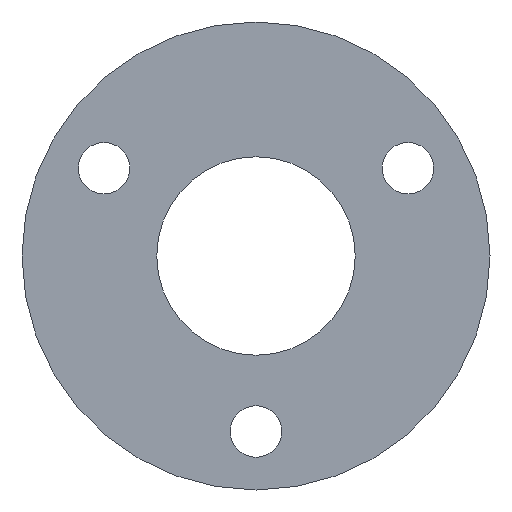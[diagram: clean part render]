
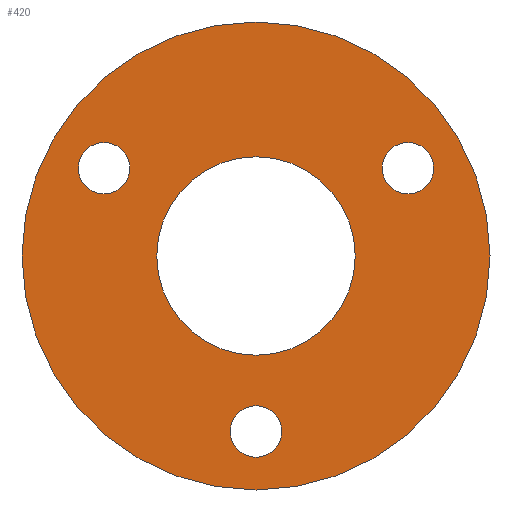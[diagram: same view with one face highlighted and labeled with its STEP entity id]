
A CAD part, front view. The second image highlights one B-rep face of the part: STEP entity #420.
In plain terms, the highlighted planar face has unit normal (0, -1, 0).
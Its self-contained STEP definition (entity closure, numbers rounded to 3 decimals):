
#2 = ORIENTED_EDGE ( 'NONE', *, *, #16, .T. ) ;
#8 = DIRECTION ( 'NONE',  ( 0., 0., 1. ) ) ;
#9 = VERTEX_POINT ( 'NONE', #343 ) ;
#10 = CARTESIAN_POINT ( 'NONE',  ( 0., 0., 0. ) ) ;
#11 = ORIENTED_EDGE ( 'NONE', *, *, #364, .T. ) ;
#16 = EDGE_CURVE ( 'NONE', #84, #226, #148, .T. ) ;
#28 = CIRCLE ( 'NONE', #403, 21.2 ) ;
#30 = CARTESIAN_POINT ( 'NONE',  ( 32.476, 0., 24.25 ) ) ;
#33 = DIRECTION ( 'NONE',  ( 0., 1., 0. ) ) ;
#35 = EDGE_LOOP ( 'NONE', ( #377, #336 ) ) ;
#36 = FACE_BOUND ( 'NONE', #193, .T. ) ;
#37 = DIRECTION ( 'NONE',  ( 0., 0., 1. ) ) ;
#38 = VERTEX_POINT ( 'NONE', #270 ) ;
#40 = FACE_OUTER_BOUND ( 'NONE', #35, .T. ) ;
#43 = EDGE_LOOP ( 'NONE', ( #110, #313 ) ) ;
#44 = FACE_BOUND ( 'NONE', #43, .T. ) ;
#53 = CIRCLE ( 'NONE', #368, 5.5 ) ;
#58 = EDGE_CURVE ( 'NONE', #235, #38, #396, .T. ) ;
#62 = DIRECTION ( 'NONE',  ( 0., 1., 0. ) ) ;
#65 = DIRECTION ( 'NONE',  ( 0., 0., 1. ) ) ;
#69 = CARTESIAN_POINT ( 'NONE',  ( -32.476, 0., 18.75 ) ) ;
#70 = VERTEX_POINT ( 'NONE', #348 ) ;
#71 = CARTESIAN_POINT ( 'NONE',  ( 0., 0., -32. ) ) ;
#76 = AXIS2_PLACEMENT_3D ( 'NONE', #466, #62, #425 ) ;
#79 = VERTEX_POINT ( 'NONE', #122 ) ;
#80 = EDGE_CURVE ( 'NONE', #70, #392, #53, .T. ) ;
#84 = VERTEX_POINT ( 'NONE', #164 ) ;
#93 = DIRECTION ( 'NONE',  ( 0., 0., 1. ) ) ;
#97 = CARTESIAN_POINT ( 'NONE',  ( 0., 0., -50. ) ) ;
#102 = CIRCLE ( 'NONE', #243, 5.5 ) ;
#103 = DIRECTION ( 'NONE',  ( 0., 1., 0. ) ) ;
#104 = ORIENTED_EDGE ( 'NONE', *, *, #80, .T. ) ;
#105 = DIRECTION ( 'NONE',  ( 0., 1., 0. ) ) ;
#107 = FACE_BOUND ( 'NONE', #437, .T. ) ;
#110 = ORIENTED_EDGE ( 'NONE', *, *, #240, .T. ) ;
#117 = DIRECTION ( 'NONE',  ( 0., 0., 1. ) ) ;
#122 = CARTESIAN_POINT ( 'NONE',  ( 0., 0., 21.2 ) ) ;
#140 = DIRECTION ( 'NONE',  ( 0., 1., 0. ) ) ;
#148 = CIRCLE ( 'NONE', #350, 5.5 ) ;
#164 = CARTESIAN_POINT ( 'NONE',  ( 32.476, 0., 13.25 ) ) ;
#170 = DIRECTION ( 'NONE',  ( 0., 1., 0. ) ) ;
#173 = AXIS2_PLACEMENT_3D ( 'NONE', #184, #105, #8 ) ;
#175 = EDGE_LOOP ( 'NONE', ( #363, #2 ) ) ;
#176 = DIRECTION ( 'NONE',  ( 0., 0., 1. ) ) ;
#184 = CARTESIAN_POINT ( 'NONE',  ( 0., 0., -37.5 ) ) ;
#189 = AXIS2_PLACEMENT_3D ( 'NONE', #69, #291, #373 ) ;
#193 = EDGE_LOOP ( 'NONE', ( #104, #11 ) ) ;
#199 = EDGE_CURVE ( 'NONE', #361, #9, #426, .T. ) ;
#202 = CARTESIAN_POINT ( 'NONE',  ( 0., 0., 0. ) ) ;
#203 = CARTESIAN_POINT ( 'NONE',  ( 0., 0., 0. ) ) ;
#214 = CARTESIAN_POINT ( 'NONE',  ( -32.476, 0., 13.25 ) ) ;
#219 = AXIS2_PLACEMENT_3D ( 'NONE', #284, #33, #176 ) ;
#220 = VERTEX_POINT ( 'NONE', #320 ) ;
#226 = VERTEX_POINT ( 'NONE', #30 ) ;
#230 = CARTESIAN_POINT ( 'NONE',  ( -32.476, 0., 18.75 ) ) ;
#233 = DIRECTION ( 'NONE',  ( 0., 0., 1. ) ) ;
#235 = VERTEX_POINT ( 'NONE', #97 ) ;
#240 = EDGE_CURVE ( 'NONE', #79, #220, #28, .T. ) ;
#243 = AXIS2_PLACEMENT_3D ( 'NONE', #303, #140, #37 ) ;
#245 = DIRECTION ( 'NONE',  ( 0., 1., 0. ) ) ;
#270 = CARTESIAN_POINT ( 'NONE',  ( 0., 0., 50. ) ) ;
#271 = EDGE_CURVE ( 'NONE', #38, #235, #388, .T. ) ;
#279 = CARTESIAN_POINT ( 'NONE',  ( 0., 0., 0. ) ) ;
#284 = CARTESIAN_POINT ( 'NONE',  ( 0., 0., 0. ) ) ;
#290 = CIRCLE ( 'NONE', #189, 5.5 ) ;
#291 = DIRECTION ( 'NONE',  ( 0., 1., 0. ) ) ;
#296 = DIRECTION ( 'NONE',  ( 0., 0., 1. ) ) ;
#303 = CARTESIAN_POINT ( 'NONE',  ( 32.476, 0., 18.75 ) ) ;
#305 = DIRECTION ( 'NONE',  ( 0., 1., 0. ) ) ;
#309 = CIRCLE ( 'NONE', #173, 5.5 ) ;
#313 = ORIENTED_EDGE ( 'NONE', *, *, #347, .T. ) ;
#316 = AXIS2_PLACEMENT_3D ( 'NONE', #202, #449, #233 ) ;
#318 = DIRECTION ( 'NONE',  ( 0., 0., 1. ) ) ;
#320 = CARTESIAN_POINT ( 'NONE',  ( 0., 0., -21.2 ) ) ;
#335 = CIRCLE ( 'NONE', #467, 21.2 ) ;
#336 = ORIENTED_EDGE ( 'NONE', *, *, #271, .F. ) ;
#343 = CARTESIAN_POINT ( 'NONE',  ( 0., 0., -43. ) ) ;
#347 = EDGE_CURVE ( 'NONE', #220, #79, #335, .T. ) ;
#348 = CARTESIAN_POINT ( 'NONE',  ( -32.476, 0., 24.25 ) ) ;
#350 = AXIS2_PLACEMENT_3D ( 'NONE', #381, #305, #117 ) ;
#361 = VERTEX_POINT ( 'NONE', #71 ) ;
#363 = ORIENTED_EDGE ( 'NONE', *, *, #440, .T. ) ;
#364 = EDGE_CURVE ( 'NONE', #392, #70, #290, .T. ) ;
#365 = FACE_BOUND ( 'NONE', #175, .T. ) ;
#368 = AXIS2_PLACEMENT_3D ( 'NONE', #230, #417, #93 ) ;
#373 = DIRECTION ( 'NONE',  ( 0., 0., 1. ) ) ;
#374 = ORIENTED_EDGE ( 'NONE', *, *, #390, .T. ) ;
#377 = ORIENTED_EDGE ( 'NONE', *, *, #58, .F. ) ;
#381 = CARTESIAN_POINT ( 'NONE',  ( 32.476, 0., 18.75 ) ) ;
#388 = CIRCLE ( 'NONE', #219, 50. ) ;
#390 = EDGE_CURVE ( 'NONE', #9, #361, #309, .T. ) ;
#392 = VERTEX_POINT ( 'NONE', #214 ) ;
#396 = CIRCLE ( 'NONE', #316, 50. ) ;
#403 = AXIS2_PLACEMENT_3D ( 'NONE', #203, #170, #318 ) ;
#404 = PLANE ( 'NONE',  #450 ) ;
#405 = ORIENTED_EDGE ( 'NONE', *, *, #199, .T. ) ;
#417 = DIRECTION ( 'NONE',  ( 0., 1., 0. ) ) ;
#420 = ADVANCED_FACE ( 'NONE', ( #44, #36, #365, #107, #40 ), #404, .F. ) ;
#425 = DIRECTION ( 'NONE',  ( 0., 0., 1. ) ) ;
#426 = CIRCLE ( 'NONE', #76, 5.5 ) ;
#437 = EDGE_LOOP ( 'NONE', ( #405, #374 ) ) ;
#440 = EDGE_CURVE ( 'NONE', #226, #84, #102, .T. ) ;
#449 = DIRECTION ( 'NONE',  ( 0., 1., 0. ) ) ;
#450 = AXIS2_PLACEMENT_3D ( 'NONE', #10, #103, #296 ) ;
#466 = CARTESIAN_POINT ( 'NONE',  ( 0., 0., -37.5 ) ) ;
#467 = AXIS2_PLACEMENT_3D ( 'NONE', #279, #245, #65 ) ;
